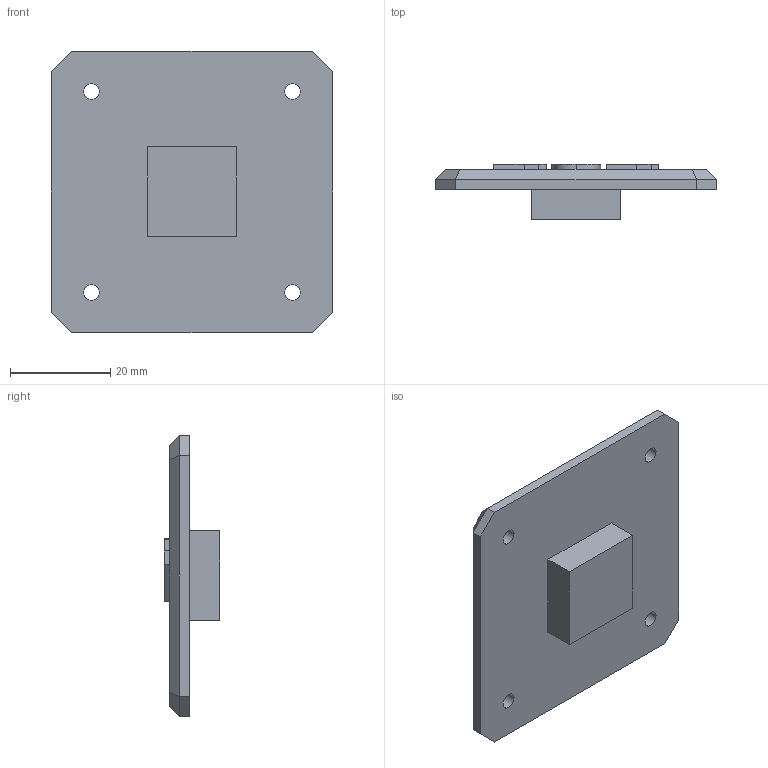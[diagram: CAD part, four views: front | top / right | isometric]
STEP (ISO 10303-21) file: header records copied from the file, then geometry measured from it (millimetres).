
FILE_DESCRIPTION(/* description */ ('Заглушка выхода филамента'),/* implementation_level */ '2;1');
FILE_NAME(/* name */ 'UNIT_Plug.step',/* time_stamp */ '2025-09-24T19:42:12+03:00',/* author */ ('pavlu'),/* organization */ (''),/* preprocessor_version */ 'ST-DEVELOPER v19.2',/* originating_system */ 'Autodesk Inventor 2024',/* authorisation */ '');
FILE_SCHEMA (('AUTOMOTIVE_DESIGN { 1 0 10303 214 3 1 1 }'));
Length unit declared in the file: millimetre
Products named in the file (1): Plug
Bounding box: 56 x 11 x 56 mm (x, y, z)
Volume: 14001 mm3; surface area: 7944.8 mm2
Topology: 4 solids, 4 shells, 71 faces, 178 edges, 116 vertices
Faces by surface type: plane 57, bspline 10, cylinder 4
Full cylindrical faces by diameter (mm): 3.1 x4
Entity records: 2230 total; most frequent: CARTESIAN_POINT 504, ORIENTED_EDGE 356, DIRECTION 290, EDGE_CURVE 178, LINE 150, VECTOR 150, VERTEX_POINT 116, EDGE_LOOP 86
